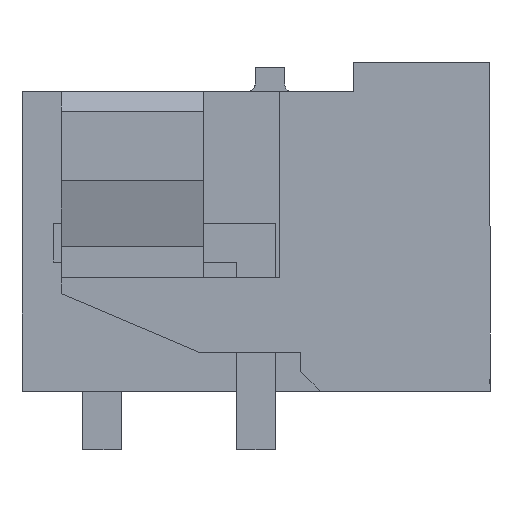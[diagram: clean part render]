
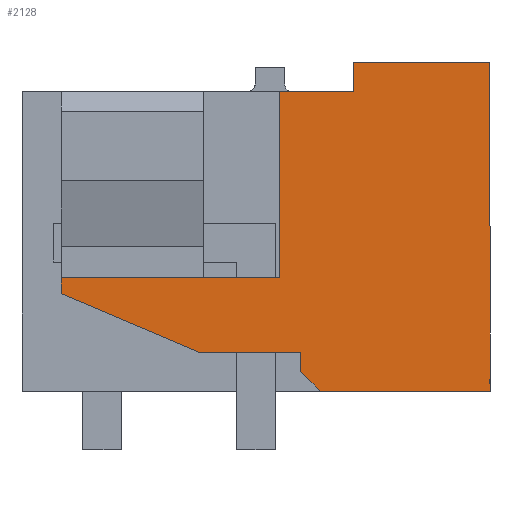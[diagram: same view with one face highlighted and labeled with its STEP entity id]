
A CAD part, left-side view. The second image highlights one B-rep face of the part: STEP entity #2128.
In plain terms, the highlighted planar face has unit normal (-1, 0, 0).
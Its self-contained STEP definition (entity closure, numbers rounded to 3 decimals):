
#2088=AXIS2_PLACEMENT_3D('Plane Axis2P3D',#2085,#2086,#2087) ;
#254=CARTESIAN_POINT('Vertex',(0.,0.,1.5)) ;
#259=CARTESIAN_POINT('Line Origine',(0.,2.177,1.5)) ;
#263=CARTESIAN_POINT('Vertex',(0.,4.354,1.5)) ;
#408=CARTESIAN_POINT('Vertex',(0.,5.4,9.18)) ;
#411=CARTESIAN_POINT('Line Origine',(0.,4.45,9.18)) ;
#415=CARTESIAN_POINT('Vertex',(0.,3.5,9.18)) ;
#1090=CARTESIAN_POINT('Line Origine',(0.,11.,4.205)) ;
#1094=CARTESIAN_POINT('Vertex',(0.,11.,4.41)) ;
#1096=CARTESIAN_POINT('Vertex',(0.,11.,4.001)) ;
#1198=CARTESIAN_POINT('Vertex',(0.,7.465,2.503)) ;
#1201=CARTESIAN_POINT('Line Origine',(0.,9.232,3.252)) ;
#1222=CARTESIAN_POINT('Vertex',(0.,4.854,2.503)) ;
#1225=CARTESIAN_POINT('Line Origine',(0.,6.159,2.503)) ;
#1280=CARTESIAN_POINT('Vertex',(0.,4.854,2.)) ;
#1283=CARTESIAN_POINT('Line Origine',(0.,4.854,2.251)) ;
#1300=CARTESIAN_POINT('Line Origine',(0.,4.604,1.75)) ;
#1323=CARTESIAN_POINT('Vertex',(0.,0.,9.93)) ;
#1326=CARTESIAN_POINT('Line Origine',(0.,0.,5.715)) ;
#2085=CARTESIAN_POINT('Axis2P3D Location',(0.,12.,0.)) ;
#2090=CARTESIAN_POINT('Line Origine',(0.,1.75,9.93)) ;
#2094=CARTESIAN_POINT('Vertex',(0.,3.5,9.93)) ;
#2097=CARTESIAN_POINT('Line Origine',(0.,3.5,9.555)) ;
#2102=CARTESIAN_POINT('Line Origine',(0.,5.4,6.795)) ;
#2106=CARTESIAN_POINT('Vertex',(0.,5.4,4.41)) ;
#2109=CARTESIAN_POINT('Line Origine',(0.,8.2,4.41)) ;
#260=DIRECTION('Vector Direction',(0.,1.,0.)) ;
#412=DIRECTION('Vector Direction',(0.,1.,0.)) ;
#1091=DIRECTION('Vector Direction',(0.,0.,1.)) ;
#1202=DIRECTION('Vector Direction',(0.,0.921,0.39)) ;
#1226=DIRECTION('Vector Direction',(0.,-1.,0.)) ;
#1284=DIRECTION('Vector Direction',(0.,0.,-1.)) ;
#1301=DIRECTION('Vector Direction',(0.,0.707,0.707)) ;
#1327=DIRECTION('Vector Direction',(0.,0.,-1.)) ;
#2086=DIRECTION('Axis2P3D Direction',(-1.,0.,0.)) ;
#2087=DIRECTION('Axis2P3D XDirection',(0.,-1.,0.)) ;
#2091=DIRECTION('Vector Direction',(0.,1.,0.)) ;
#2098=DIRECTION('Vector Direction',(0.,0.,1.)) ;
#2103=DIRECTION('Vector Direction',(0.,0.,-1.)) ;
#2110=DIRECTION('Vector Direction',(0.,1.,0.)) ;
#261=VECTOR('Line Direction',#260,1.) ;
#413=VECTOR('Line Direction',#412,1.) ;
#1092=VECTOR('Line Direction',#1091,1.) ;
#1203=VECTOR('Line Direction',#1202,1.) ;
#1227=VECTOR('Line Direction',#1226,1.) ;
#1285=VECTOR('Line Direction',#1284,1.) ;
#1302=VECTOR('Line Direction',#1301,1.) ;
#1328=VECTOR('Line Direction',#1327,1.) ;
#2092=VECTOR('Line Direction',#2091,1.) ;
#2099=VECTOR('Line Direction',#2098,1.) ;
#2104=VECTOR('Line Direction',#2103,1.) ;
#2111=VECTOR('Line Direction',#2110,1.) ;
#2115=ORIENTED_EDGE('',*,*,#2096,.T.) ;
#2116=ORIENTED_EDGE('',*,*,#2101,.T.) ;
#2117=ORIENTED_EDGE('',*,*,#417,.T.) ;
#2118=ORIENTED_EDGE('',*,*,#2108,.T.) ;
#2119=ORIENTED_EDGE('',*,*,#2113,.T.) ;
#2120=ORIENTED_EDGE('',*,*,#1098,.T.) ;
#2121=ORIENTED_EDGE('',*,*,#1205,.T.) ;
#2122=ORIENTED_EDGE('',*,*,#1229,.T.) ;
#2123=ORIENTED_EDGE('',*,*,#1287,.T.) ;
#2124=ORIENTED_EDGE('',*,*,#1304,.T.) ;
#2125=ORIENTED_EDGE('',*,*,#265,.T.) ;
#2126=ORIENTED_EDGE('',*,*,#1330,.T.) ;
#2128=ADVANCED_FACE('HOUSING',(#2127),#2089,.T.) ;
#265=EDGE_CURVE('',#264,#255,#262,.F.) ;
#417=EDGE_CURVE('',#416,#409,#414,.T.) ;
#1098=EDGE_CURVE('',#1095,#1097,#1093,.F.) ;
#1205=EDGE_CURVE('',#1097,#1199,#1204,.F.) ;
#1229=EDGE_CURVE('',#1199,#1223,#1228,.T.) ;
#1287=EDGE_CURVE('',#1223,#1281,#1286,.T.) ;
#1304=EDGE_CURVE('',#1281,#264,#1303,.F.) ;
#1330=EDGE_CURVE('',#255,#1324,#1329,.F.) ;
#2096=EDGE_CURVE('',#1324,#2095,#2093,.T.) ;
#2101=EDGE_CURVE('',#2095,#416,#2100,.F.) ;
#2108=EDGE_CURVE('',#409,#2107,#2105,.T.) ;
#2113=EDGE_CURVE('',#2107,#1095,#2112,.T.) ;
#2114=EDGE_LOOP('',(#2115,#2116,#2117,#2118,#2119,#2120,#2121,#2122,#2123,#2124,#2125,#2126)) ;
#2127=FACE_OUTER_BOUND('',#2114,.T.) ;
#262=LINE('Line',#259,#261) ;
#414=LINE('Line',#411,#413) ;
#1093=LINE('Line',#1090,#1092) ;
#1204=LINE('Line',#1201,#1203) ;
#1228=LINE('Line',#1225,#1227) ;
#1286=LINE('Line',#1283,#1285) ;
#1303=LINE('Line',#1300,#1302) ;
#1329=LINE('Line',#1326,#1328) ;
#2093=LINE('Line',#2090,#2092) ;
#2100=LINE('Line',#2097,#2099) ;
#2105=LINE('Line',#2102,#2104) ;
#2112=LINE('Line',#2109,#2111) ;
#2089=PLANE('',#2088) ;
#255=VERTEX_POINT('',#254) ;
#264=VERTEX_POINT('',#263) ;
#409=VERTEX_POINT('',#408) ;
#416=VERTEX_POINT('',#415) ;
#1095=VERTEX_POINT('',#1094) ;
#1097=VERTEX_POINT('',#1096) ;
#1199=VERTEX_POINT('',#1198) ;
#1223=VERTEX_POINT('',#1222) ;
#1281=VERTEX_POINT('',#1280) ;
#1324=VERTEX_POINT('',#1323) ;
#2095=VERTEX_POINT('',#2094) ;
#2107=VERTEX_POINT('',#2106) ;
